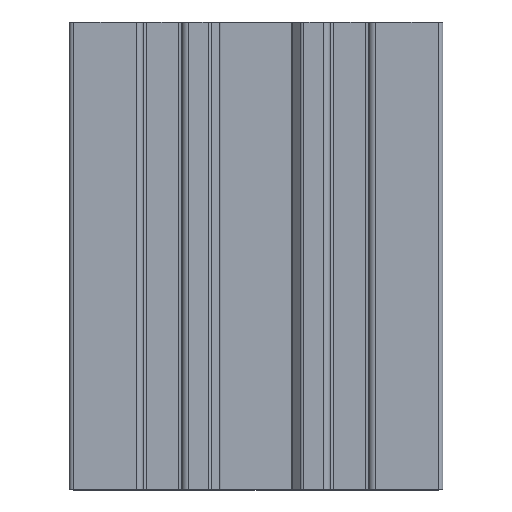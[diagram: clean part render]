
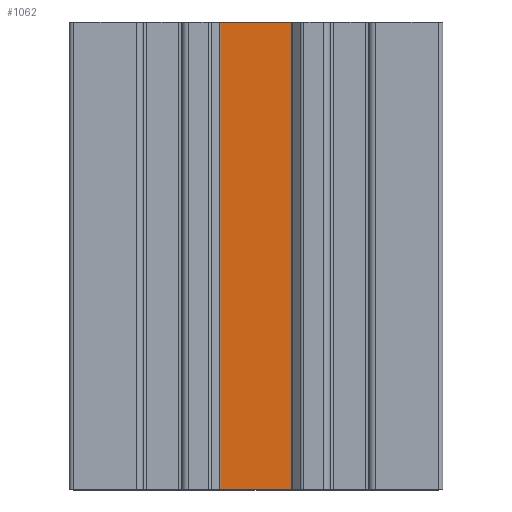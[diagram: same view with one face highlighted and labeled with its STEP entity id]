
A CAD part, top view. The second image highlights one B-rep face of the part: STEP entity #1062.
In plain terms, the highlighted planar face has unit normal (0, 0, 1).
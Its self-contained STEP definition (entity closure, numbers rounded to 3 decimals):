
#1062 = ADVANCED_FACE( '', ( #2173 ), #2174, .T. );
#2173 = FACE_OUTER_BOUND( '', #3308, .T. );
#2174 = PLANE( '', #3309 );
#3308 = EDGE_LOOP( '', ( #6807, #6808, #6809, #6810 ) );
#3309 = AXIS2_PLACEMENT_3D( '', #6811, #6812, #6813 );
#6807 = ORIENTED_EDGE( '', *, *, #8456, .F. );
#6808 = ORIENTED_EDGE( '', *, *, #8339, .F. );
#6809 = ORIENTED_EDGE( '', *, *, #7389, .T. );
#6810 = ORIENTED_EDGE( '', *, *, #8208, .T. );
#6811 = CARTESIAN_POINT( '', ( -14.295, 100., -23.4 ) );
#6812 = DIRECTION( '', ( 0., 0., 1. ) );
#6813 = DIRECTION( '', ( 1., 0., 0. ) );
#7389 = EDGE_CURVE( '', #9114, #9112, #9115, .T. );
#8208 = EDGE_CURVE( '', #9112, #10348, #10350, .T. );
#8339 = EDGE_CURVE( '', #9114, #10510, #10512, .T. );
#8456 = EDGE_CURVE( '', #10510, #10348, #10649, .T. );
#9112 = VERTEX_POINT( '', #11453 );
#9114 = VERTEX_POINT( '', #11455 );
#9115 = LINE( '', #11456, #11457 );
#10348 = VERTEX_POINT( '', #13113 );
#10350 = LINE( '', #13115, #13116 );
#10510 = VERTEX_POINT( '', #13329 );
#10512 = LINE( '', #13331, #13332 );
#10649 = LINE( '', #13506, #13507 );
#11453 = CARTESIAN_POINT( '', ( -14.295, 100., -23.4 ) );
#11455 = CARTESIAN_POINT( '', ( 14.295, 100., -23.4 ) );
#11456 = CARTESIAN_POINT( '', ( -14.295, 100., -23.4 ) );
#11457 = VECTOR( '', #14133, 1000. );
#13113 = CARTESIAN_POINT( '', ( -14.295, 0., -23.4 ) );
#13115 = CARTESIAN_POINT( '', ( -14.295, 100., -23.4 ) );
#13116 = VECTOR( '', #15178, 1000. );
#13329 = CARTESIAN_POINT( '', ( 14.295, 0., -23.4 ) );
#13331 = CARTESIAN_POINT( '', ( 14.295, 100., -23.4 ) );
#13332 = VECTOR( '', #15313, 1000. );
#13506 = CARTESIAN_POINT( '', ( -14.295, 0., -23.4 ) );
#13507 = VECTOR( '', #15498, 1000. );
#14133 = DIRECTION( '', ( -1., 0., 0. ) );
#15178 = DIRECTION( '', ( 0., -1., 0. ) );
#15313 = DIRECTION( '', ( 0., -1., 0. ) );
#15498 = DIRECTION( '', ( -1., 0., 0. ) );
